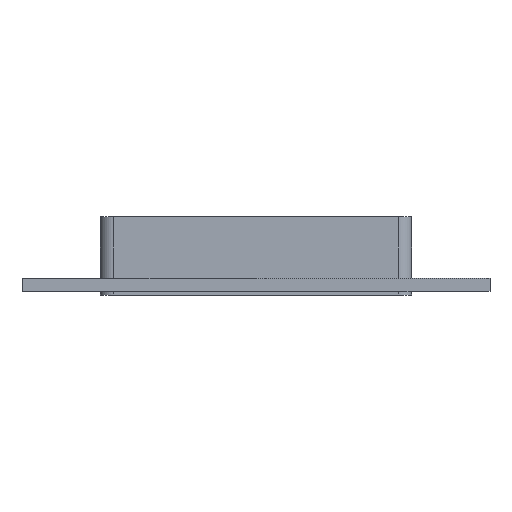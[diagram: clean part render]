
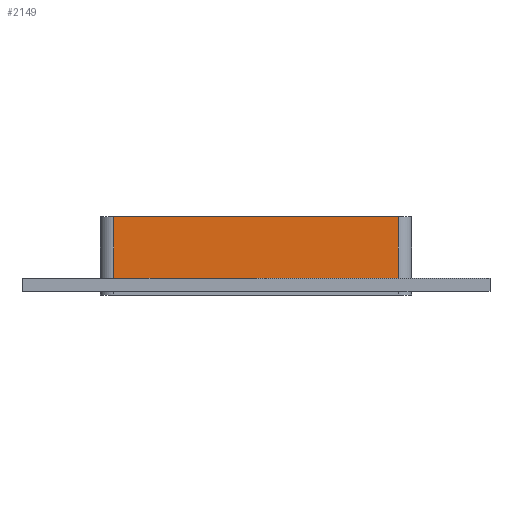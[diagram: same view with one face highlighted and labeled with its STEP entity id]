
A CAD part, left-side view. The second image highlights one B-rep face of the part: STEP entity #2149.
In plain terms, the highlighted planar face has unit normal (-1, 0, 0).
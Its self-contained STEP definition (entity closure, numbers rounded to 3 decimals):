
#921=CARTESIAN_POINT('',(-331.25,-109.,-17.0));
#922=VERTEX_POINT('',#921);
#930=CARTESIAN_POINT('',(-331.25,109.,-17.0));
#931=VERTEX_POINT('',#930);
#932=CARTESIAN_POINT('',(-331.25,109.,-17.0));
#933=DIRECTION('',(0.0,-1.0,0.0));
#934=VECTOR('',#933,218.);
#935=LINE('',#932,#934);
#936=EDGE_CURVE('',#931,#922,#935,.T.);
#1576=CARTESIAN_POINT('',(-331.25,-109.0,30.0));
#1577=VERTEX_POINT('',#1576);
#1585=CARTESIAN_POINT('',(-331.25,-109.0,30.0));
#1586=DIRECTION('',(0.0,0.0,-1.0));
#1587=VECTOR('',#1586,47.0);
#1588=LINE('',#1585,#1587);
#1589=EDGE_CURVE('',#1577,#922,#1588,.T.);
#1600=CARTESIAN_POINT('',(-331.25,109.,30.0));
#1601=VERTEX_POINT('',#1600);
#1602=CARTESIAN_POINT('',(-331.25,109.,-17.0));
#1603=DIRECTION('',(0.0,0.0,1.0));
#1604=VECTOR('',#1603,47.0);
#1605=LINE('',#1602,#1604);
#1606=EDGE_CURVE('',#931,#1601,#1605,.T.);
#2133=CARTESIAN_POINT('',(-331.25,119.,0.0));
#2134=DIRECTION('',(-1.0,0.0,0.0));
#2135=DIRECTION('',(0.0,-1.0,0.0));
#2136=AXIS2_PLACEMENT_3D('',#2133,#2134,#2135);
#2137=PLANE('',#2136);
#2138=ORIENTED_EDGE('',*,*,#936,.T.);
#2139=ORIENTED_EDGE('',*,*,#1589,.F.);
#2140=CARTESIAN_POINT('',(-331.25,109.,30.0));
#2141=DIRECTION('',(0.0,-1.0,0.0));
#2142=VECTOR('',#2141,218.);
#2143=LINE('',#2140,#2142);
#2144=EDGE_CURVE('',#1601,#1577,#2143,.T.);
#2145=ORIENTED_EDGE('',*,*,#2144,.F.);
#2146=ORIENTED_EDGE('',*,*,#1606,.F.);
#2147=EDGE_LOOP('',(#2138,#2139,#2145,#2146));
#2148=FACE_OUTER_BOUND('',#2147,.T.);
#2149=ADVANCED_FACE('',(#2148),#2137,.T.);
